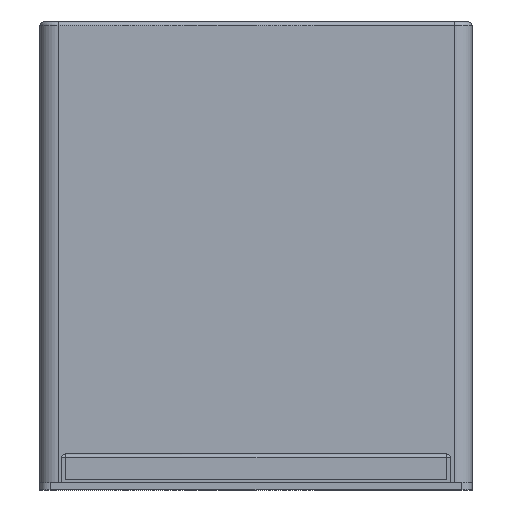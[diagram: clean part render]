
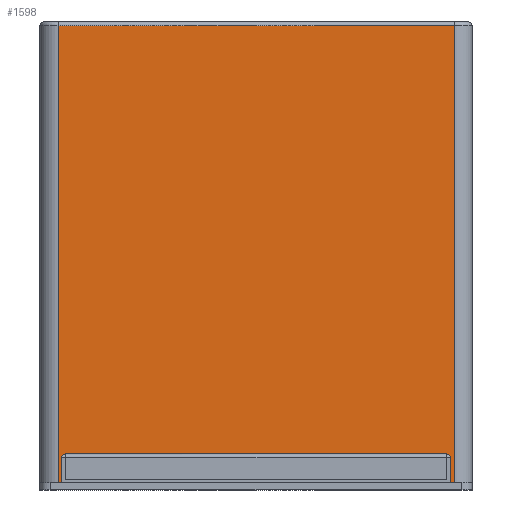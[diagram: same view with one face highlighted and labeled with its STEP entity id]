
A CAD part, front view. The second image highlights one B-rep face of the part: STEP entity #1598.
In plain terms, the highlighted planar face has unit normal (0, -1, 0).
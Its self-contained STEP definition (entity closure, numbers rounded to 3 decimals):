
#57=PLANE('',#1734);
#129=FACE_OUTER_BOUND('',#227,.T.);
#227=EDGE_LOOP('',(#1204,#1205,#1206,#1207));
#350=LINE('',#2454,#521);
#355=LINE('',#2484,#526);
#357=LINE('',#2490,#528);
#358=LINE('',#2491,#529);
#521=VECTOR('',#1962,10.);
#526=VECTOR('',#1999,10.);
#528=VECTOR('',#2005,10.);
#529=VECTOR('',#2006,10.);
#742=VERTEX_POINT('',#2444);
#744=VERTEX_POINT('',#2450);
#754=VERTEX_POINT('',#2483);
#756=VERTEX_POINT('',#2489);
#910=EDGE_CURVE('',#742,#744,#350,.T.);
#925=EDGE_CURVE('',#754,#744,#355,.T.);
#928=EDGE_CURVE('',#756,#742,#357,.T.);
#929=EDGE_CURVE('',#756,#754,#358,.T.);
#1204=ORIENTED_EDGE('',*,*,#910,.F.);
#1205=ORIENTED_EDGE('',*,*,#928,.F.);
#1206=ORIENTED_EDGE('',*,*,#929,.T.);
#1207=ORIENTED_EDGE('',*,*,#925,.T.);
#1598=ADVANCED_FACE('',(#129),#57,.T.);
#1734=AXIS2_PLACEMENT_3D('',#2488,#2003,#2004);
#1962=DIRECTION('',(1.,0.,0.));
#1999=DIRECTION('',(0.,0.,1.));
#2003=DIRECTION('center_axis',(0.,-1.,0.));
#2004=DIRECTION('ref_axis',(1.,0.,0.));
#2005=DIRECTION('',(0.,0.,1.));
#2006=DIRECTION('',(1.,0.,0.));
#2444=CARTESIAN_POINT('',(5.,0.,129.));
#2450=CARTESIAN_POINT('',(115.,0.,129.));
#2454=CARTESIAN_POINT('',(32.5,0.,129.));
#2483=CARTESIAN_POINT('',(115.,0.,0.));
#2484=CARTESIAN_POINT('',(115.,0.,0.));
#2488=CARTESIAN_POINT('Origin',(5.,0.,0.));
#2489=CARTESIAN_POINT('',(5.,0.,0.));
#2490=CARTESIAN_POINT('',(5.,0.,0.));
#2491=CARTESIAN_POINT('',(5.,0.,0.));
